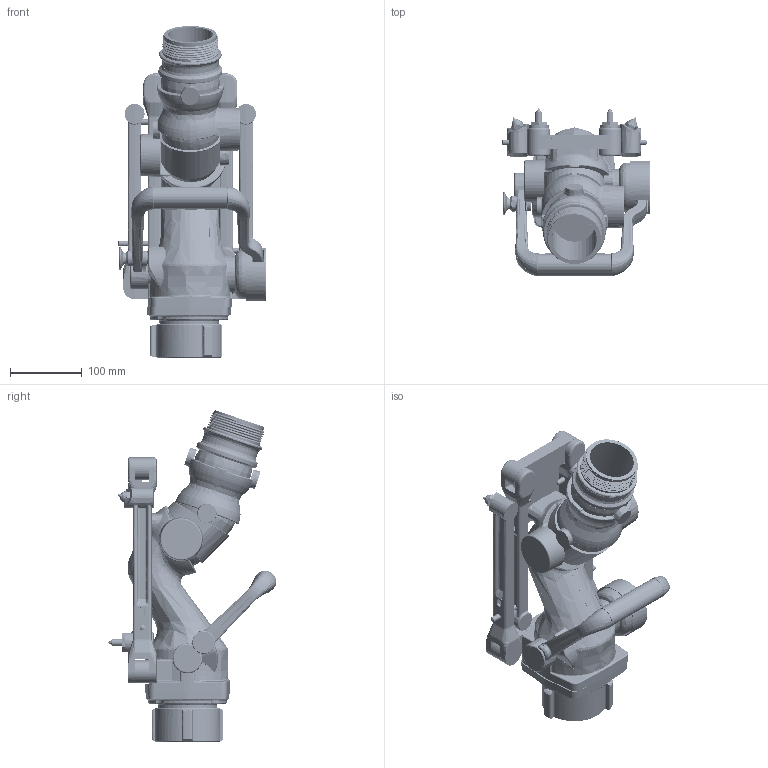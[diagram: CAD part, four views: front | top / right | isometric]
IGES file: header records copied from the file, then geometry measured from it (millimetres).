
Start section: SolidWorks IGES file using analytic representation for surfaces
Global section: file name: 8296_RAMdd.IGS; native system: SolidWorks 2010; preprocessor: SolidWorks 2010; author: Rick; date: 100722.105819; units: inch
Bounding box: 207.6 x 235.42 x 463.25 mm (x, y, z)
Surface area: 703883.5 mm2 (no closed solid volume)
Topology: 0 solids, 0 shells, 2356 faces, 30736 edges, 30618 vertices
Faces by surface type: bspline 1493, revolution 863
